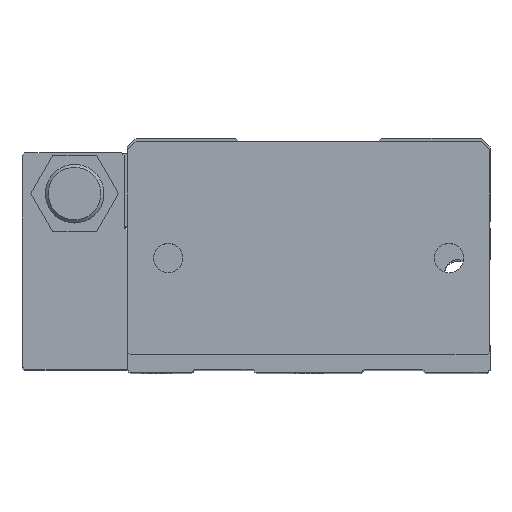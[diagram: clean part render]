
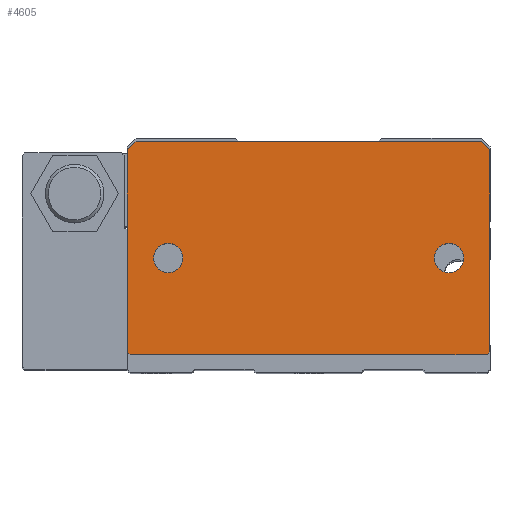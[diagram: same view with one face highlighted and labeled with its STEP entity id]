
A CAD part, top view. The second image highlights one B-rep face of the part: STEP entity #4605.
In plain terms, the highlighted planar face has unit normal (0, 0, 1).
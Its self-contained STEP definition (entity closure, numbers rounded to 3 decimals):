
#61=FACE_BOUND('',#624,.T.);
#62=FACE_BOUND('',#625,.T.);
#155=PLANE('',#4965);
#361=FACE_OUTER_BOUND('',#623,.T.);
#623=EDGE_LOOP('',(#3632,#3633,#3634,#3635,#3636,#3637,#3638,#3639,#3640,
#3641,#3642,#3643,#3644,#3645));
#624=EDGE_LOOP('',(#3646,#3647));
#625=EDGE_LOOP('',(#3648,#3649));
#930=LINE('',#6873,#1447);
#937=LINE('',#6890,#1454);
#939=LINE('',#6894,#1456);
#942=LINE('',#6903,#1459);
#947=LINE('',#6914,#1464);
#951=LINE('',#6925,#1468);
#954=LINE('',#6936,#1471);
#960=LINE('',#6952,#1477);
#962=LINE('',#6956,#1479);
#963=LINE('',#6959,#1480);
#966=LINE('',#6964,#1483);
#967=LINE('',#6967,#1484);
#1024=LINE('',#7104,#1541);
#1025=LINE('',#7105,#1542);
#1447=VECTOR('',#5495,1000.);
#1454=VECTOR('',#5512,1000.);
#1456=VECTOR('',#5516,1000.);
#1459=VECTOR('',#5527,1000.);
#1464=VECTOR('',#5536,1000.);
#1468=VECTOR('',#5550,1000.);
#1471=VECTOR('',#5561,1000.);
#1477=VECTOR('',#5579,1000.);
#1479=VECTOR('',#5583,1000.);
#1480=VECTOR('',#5586,1000.);
#1483=VECTOR('',#5591,1000.);
#1484=VECTOR('',#5594,1000.);
#1541=VECTOR('',#5737,1000.);
#1542=VECTOR('',#5738,1000.);
#1887=CIRCLE('',#4894,2.5);
#1888=CIRCLE('',#4895,2.5);
#1891=CIRCLE('',#4905,2.5);
#1892=CIRCLE('',#4906,2.5);
#2131=VERTEX_POINT('',#6871);
#2132=VERTEX_POINT('',#6872);
#2134=VERTEX_POINT('',#6881);
#2135=VERTEX_POINT('',#6883);
#2136=VERTEX_POINT('',#6887);
#2137=VERTEX_POINT('',#6889);
#2138=VERTEX_POINT('',#6893);
#2143=VERTEX_POINT('',#6911);
#2144=VERTEX_POINT('',#6913);
#2145=VERTEX_POINT('',#6917);
#2146=VERTEX_POINT('',#6919);
#2150=VERTEX_POINT('',#6935);
#2153=VERTEX_POINT('',#6948);
#2154=VERTEX_POINT('',#6950);
#2155=VERTEX_POINT('',#6954);
#2156=VERTEX_POINT('',#6958);
#2157=VERTEX_POINT('',#6962);
#2158=VERTEX_POINT('',#6966);
#2627=EDGE_CURVE('',#2131,#2132,#930,.T.);
#2633=EDGE_CURVE('',#2134,#2135,#1887,.T.);
#2634=EDGE_CURVE('',#2135,#2134,#1888,.T.);
#2636=EDGE_CURVE('',#2137,#2136,#937,.T.);
#2638=EDGE_CURVE('',#2132,#2138,#939,.T.);
#2643=EDGE_CURVE('',#2136,#2131,#942,.T.);
#2648=EDGE_CURVE('',#2143,#2144,#947,.T.);
#2651=EDGE_CURVE('',#2145,#2146,#1891,.T.);
#2652=EDGE_CURVE('',#2146,#2145,#1892,.T.);
#2654=EDGE_CURVE('',#2144,#2138,#951,.T.);
#2659=EDGE_CURVE('',#2137,#2150,#954,.T.);
#2667=EDGE_CURVE('',#2154,#2153,#960,.T.);
#2669=EDGE_CURVE('',#2155,#2154,#962,.T.);
#2670=EDGE_CURVE('',#2156,#2153,#963,.T.);
#2673=EDGE_CURVE('',#2155,#2157,#966,.T.);
#2674=EDGE_CURVE('',#2157,#2158,#967,.T.);
#2743=EDGE_CURVE('',#2143,#2156,#1024,.T.);
#2744=EDGE_CURVE('',#2150,#2158,#1025,.T.);
#3632=ORIENTED_EDGE('',*,*,#2654,.F.);
#3633=ORIENTED_EDGE('',*,*,#2648,.F.);
#3634=ORIENTED_EDGE('',*,*,#2743,.T.);
#3635=ORIENTED_EDGE('',*,*,#2670,.T.);
#3636=ORIENTED_EDGE('',*,*,#2667,.F.);
#3637=ORIENTED_EDGE('',*,*,#2669,.F.);
#3638=ORIENTED_EDGE('',*,*,#2673,.T.);
#3639=ORIENTED_EDGE('',*,*,#2674,.T.);
#3640=ORIENTED_EDGE('',*,*,#2744,.F.);
#3641=ORIENTED_EDGE('',*,*,#2659,.F.);
#3642=ORIENTED_EDGE('',*,*,#2636,.T.);
#3643=ORIENTED_EDGE('',*,*,#2643,.T.);
#3644=ORIENTED_EDGE('',*,*,#2627,.T.);
#3645=ORIENTED_EDGE('',*,*,#2638,.T.);
#3646=ORIENTED_EDGE('',*,*,#2652,.F.);
#3647=ORIENTED_EDGE('',*,*,#2651,.F.);
#3648=ORIENTED_EDGE('',*,*,#2634,.F.);
#3649=ORIENTED_EDGE('',*,*,#2633,.F.);
#4605=ADVANCED_FACE('',(#361,#61,#62),#155,.T.);
#4894=AXIS2_PLACEMENT_3D('',#6884,#5505,#5506);
#4895=AXIS2_PLACEMENT_3D('',#6885,#5507,#5508);
#4905=AXIS2_PLACEMENT_3D('',#6920,#5541,#5542);
#4906=AXIS2_PLACEMENT_3D('',#6921,#5543,#5544);
#4965=AXIS2_PLACEMENT_3D('',#7103,#5735,#5736);
#5495=DIRECTION('',(1.,0.,0.));
#5505=DIRECTION('center_axis',(0.,0.,1.));
#5506=DIRECTION('ref_axis',(1.,0.,0.));
#5507=DIRECTION('center_axis',(0.,0.,1.));
#5508=DIRECTION('ref_axis',(1.,0.,0.));
#5512=DIRECTION('',(-1.,0.,0.));
#5516=DIRECTION('',(0.707,0.707,0.));
#5527=DIRECTION('',(0.707,-0.707,0.));
#5536=DIRECTION('',(0.,-1.,0.));
#5541=DIRECTION('center_axis',(0.,0.,1.));
#5542=DIRECTION('ref_axis',(1.,0.,0.));
#5543=DIRECTION('center_axis',(0.,0.,1.));
#5544=DIRECTION('ref_axis',(1.,0.,0.));
#5550=DIRECTION('',(1.,0.,0.));
#5561=DIRECTION('',(0.,1.,0.));
#5579=DIRECTION('',(0.,1.,0.));
#5583=DIRECTION('',(1.,0.,0.));
#5586=DIRECTION('',(-0.707,0.707,0.));
#5591=DIRECTION('',(0.,1.,0.));
#5594=DIRECTION('',(-0.707,-0.707,0.));
#5735=DIRECTION('center_axis',(0.,0.,1.));
#5736=DIRECTION('ref_axis',(1.,0.,0.));
#5737=DIRECTION('',(1.,0.,0.));
#5738=DIRECTION('',(-1.,0.,0.));
#6871=CARTESIAN_POINT('',(-30.5,0.,0.));
#6872=CARTESIAN_POINT('',(30.5,0.,0.));
#6873=CARTESIAN_POINT('',(-30.5,0.,0.));
#6881=CARTESIAN_POINT('',(21.5,16.5,0.));
#6883=CARTESIAN_POINT('',(26.5,16.5,0.));
#6884=CARTESIAN_POINT('Origin',(24.,16.5,0.));
#6885=CARTESIAN_POINT('Origin',(24.,16.5,0.));
#6887=CARTESIAN_POINT('',(-31.,0.5,0.));
#6889=CARTESIAN_POINT('',(-30.999,0.5,0.));
#6890=CARTESIAN_POINT('',(-30.999,0.5,0.));
#6893=CARTESIAN_POINT('',(31.,0.5,0.));
#6894=CARTESIAN_POINT('',(30.5,0.,0.));
#6903=CARTESIAN_POINT('',(-31.,0.5,0.));
#6911=CARTESIAN_POINT('',(30.999,35.,0.));
#6913=CARTESIAN_POINT('',(30.999,0.5,0.));
#6914=CARTESIAN_POINT('',(30.999,35.,0.));
#6917=CARTESIAN_POINT('',(-26.5,16.5,0.));
#6919=CARTESIAN_POINT('',(-21.5,16.5,0.));
#6920=CARTESIAN_POINT('Origin',(-24.,16.5,0.));
#6921=CARTESIAN_POINT('Origin',(-24.,16.5,0.));
#6925=CARTESIAN_POINT('',(30.999,0.5,0.));
#6935=CARTESIAN_POINT('',(-30.999,35.,0.));
#6936=CARTESIAN_POINT('',(-30.999,0.5,0.));
#6948=CARTESIAN_POINT('',(29.5,36.5,0.));
#6950=CARTESIAN_POINT('',(29.5,36.499,0.));
#6952=CARTESIAN_POINT('',(29.5,36.499,0.));
#6954=CARTESIAN_POINT('',(-29.5,36.499,0.));
#6956=CARTESIAN_POINT('',(-29.5,36.499,0.));
#6958=CARTESIAN_POINT('',(31.,35.,0.));
#6959=CARTESIAN_POINT('',(29.5,36.5,0.));
#6962=CARTESIAN_POINT('',(-29.5,36.5,0.));
#6964=CARTESIAN_POINT('',(-29.5,36.499,0.));
#6966=CARTESIAN_POINT('',(-31.,35.,0.));
#6967=CARTESIAN_POINT('',(-31.,35.,0.));
#7103=CARTESIAN_POINT('Origin',(0.,-30.5,0.));
#7104=CARTESIAN_POINT('',(30.999,35.,0.));
#7105=CARTESIAN_POINT('',(-30.999,35.,0.));
